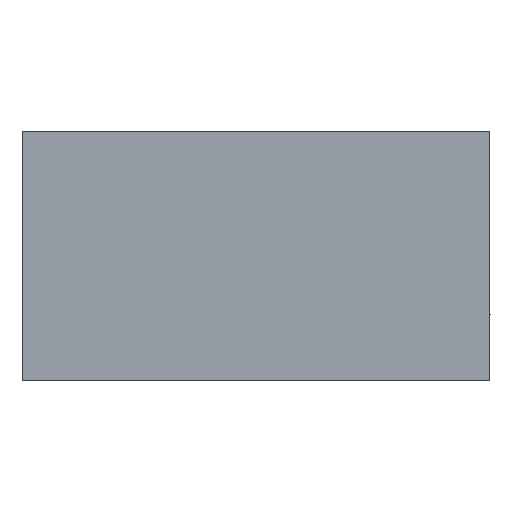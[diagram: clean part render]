
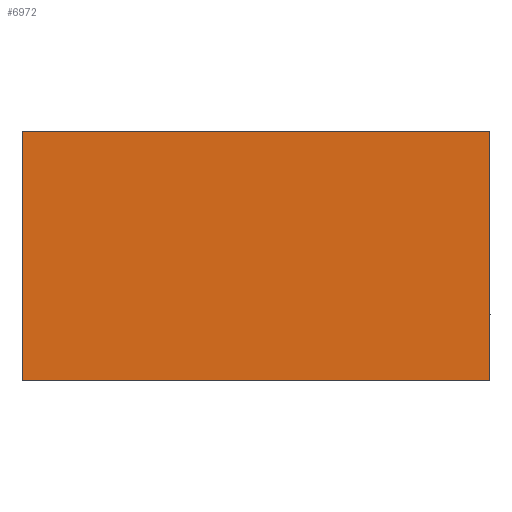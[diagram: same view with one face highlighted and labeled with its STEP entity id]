
A CAD part, left-side view. The second image highlights one B-rep face of the part: STEP entity #6972.
In plain terms, the highlighted planar face has unit normal (-1, 0, 0).
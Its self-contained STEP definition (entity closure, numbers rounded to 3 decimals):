
#1244=ORIENTED_EDGE('',*,*,#2764,.F.);
#1245=ORIENTED_EDGE('',*,*,#2771,.F.);
#1246=ORIENTED_EDGE('',*,*,#2769,.F.);
#1247=ORIENTED_EDGE('',*,*,#2767,.F.);
#2764=EDGE_CURVE('',#3616,#3617,#4402,.T.);
#2767=EDGE_CURVE('',#3617,#3618,#4405,.T.);
#2769=EDGE_CURVE('',#3618,#3619,#4407,.T.);
#2771=EDGE_CURVE('',#3619,#3616,#4409,.T.);
#3616=VERTEX_POINT('',#11973);
#3617=VERTEX_POINT('',#11974);
#3618=VERTEX_POINT('',#11979);
#3619=VERTEX_POINT('',#11983);
#4402=LINE('',#11972,#5298);
#4405=LINE('',#11978,#5301);
#4407=LINE('',#11982,#5303);
#4409=LINE('',#11986,#5305);
#5298=VECTOR('',#9979,1000.);
#5301=VECTOR('',#9984,1000.);
#5303=VECTOR('',#9988,1000.);
#5305=VECTOR('',#9992,1000.);
#5925=EDGE_LOOP('',(#1244,#1245,#1246,#1247));
#6299=FACE_BOUND('',#5925,.T.);
#6636=PLANE('',#8811);
#6972=ADVANCED_FACE('',(#6299),#6636,.F.);
#8811=AXIS2_PLACEMENT_3D('',#11987,#9993,#9994);
#9979=DIRECTION('',(0.,0.,1.));
#9984=DIRECTION('',(0.,-1.,0.));
#9988=DIRECTION('',(0.,0.,-1.));
#9992=DIRECTION('',(0.,1.,0.));
#9993=DIRECTION('',(1.,0.,0.));
#9994=DIRECTION('',(0.,1.,0.));
#11972=CARTESIAN_POINT('',(0.,1.5,-0.8));
#11973=CARTESIAN_POINT('',(0.,1.5,-0.8));
#11974=CARTESIAN_POINT('',(0.,1.5,0.8));
#11978=CARTESIAN_POINT('',(0.,1.5,0.8));
#11979=CARTESIAN_POINT('',(0.,-1.5,0.8));
#11982=CARTESIAN_POINT('',(0.,-1.5,0.8));
#11983=CARTESIAN_POINT('',(0.,-1.5,-0.8));
#11986=CARTESIAN_POINT('',(0.,-1.5,-0.8));
#11987=CARTESIAN_POINT('',(0.,0.,0.));
